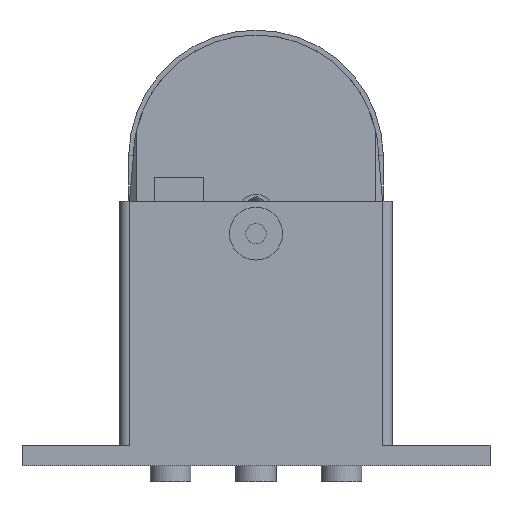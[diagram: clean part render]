
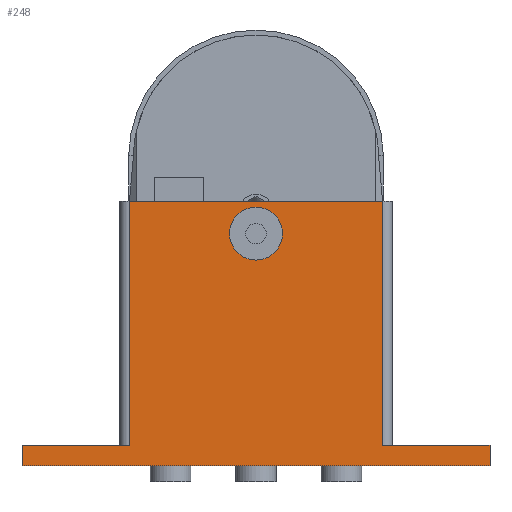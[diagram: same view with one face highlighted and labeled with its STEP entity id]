
A CAD part, front view. The second image highlights one B-rep face of the part: STEP entity #248.
In plain terms, the highlighted planar face has unit normal (0, -1, 0).
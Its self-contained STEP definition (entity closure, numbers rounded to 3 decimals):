
#248=ADVANCED_FACE('',(#595,#596),#597,.T.);
#595=FACE_BOUND('',#1053,.T.);
#596=FACE_OUTER_BOUND('',#1054,.T.);
#597=PLANE('',#1055);
#1053=EDGE_LOOP('',(#1678,#1679));
#1054=EDGE_LOOP('',(#1680,#1681,#1682,#1683,#1684,#1685,#1686,#1687));
#1055=AXIS2_PLACEMENT_3D('',#1688,#1689,#1690);
#1678=ORIENTED_EDGE('',*,*,#2713,.T.);
#1679=ORIENTED_EDGE('',*,*,#2672,.T.);
#1680=ORIENTED_EDGE('',*,*,#2784,.T.);
#1681=ORIENTED_EDGE('',*,*,#2778,.T.);
#1682=ORIENTED_EDGE('',*,*,#2781,.T.);
#1683=ORIENTED_EDGE('',*,*,#2758,.F.);
#1684=ORIENTED_EDGE('',*,*,#2788,.T.);
#1685=ORIENTED_EDGE('',*,*,#2789,.F.);
#1686=ORIENTED_EDGE('',*,*,#2790,.T.);
#1687=ORIENTED_EDGE('',*,*,#2791,.T.);
#1688=CARTESIAN_POINT('',(-28.75,-17.5,0.0));
#1689=DIRECTION('',(0.0,-1.0,0.0));
#1690=DIRECTION('',(1.0,0.0,0.0));
#2672=EDGE_CURVE('',#3187,#3184,#3188,.T.);
#2713=EDGE_CURVE('',#3184,#3187,#3246,.T.);
#2758=EDGE_CURVE('',#3309,#3304,#3311,.T.);
#2778=EDGE_CURVE('',#3342,#3340,#3343,.T.);
#2781=EDGE_CURVE('',#3340,#3304,#3346,.T.);
#2784=EDGE_CURVE('',#3349,#3342,#3350,.T.);
#2788=EDGE_CURVE('',#3309,#3355,#3356,.T.);
#2789=EDGE_CURVE('',#3357,#3355,#3358,.T.);
#2790=EDGE_CURVE('',#3357,#3359,#3360,.T.);
#2791=EDGE_CURVE('',#3359,#3349,#3361,.T.);
#3184=VERTEX_POINT('',#3932);
#3187=VERTEX_POINT('',#3936);
#3188=CIRCLE('',#3937,6.5);
#3246=CIRCLE('',#4004,6.5);
#3304=VERTEX_POINT('',#4078);
#3309=VERTEX_POINT('',#4084);
#3311=LINE('',#4086,#4087);
#3340=VERTEX_POINT('',#4125);
#3342=VERTEX_POINT('',#4127);
#3343=LINE('',#4128,#4129);
#3346=LINE('',#4132,#4133);
#3349=VERTEX_POINT('',#4137);
#3350=LINE('',#4138,#4139);
#3355=VERTEX_POINT('',#4146);
#3356=LINE('',#4147,#4148);
#3357=VERTEX_POINT('',#4149);
#3358=LINE('',#4150,#4151);
#3359=VERTEX_POINT('',#4152);
#3360=LINE('',#4153,#4154);
#3361=LINE('',#4155,#4156);
#3932=CARTESIAN_POINT('',(6.5,-17.5,57.0));
#3936=CARTESIAN_POINT('',(-6.5,-17.5,57.0));
#3937=AXIS2_PLACEMENT_3D('',#5024,#5025,#5026);
#4004=AXIS2_PLACEMENT_3D('',#5090,#5091,#5092);
#4078=CARTESIAN_POINT('',(-31.2,-17.5,65.0));
#4084=CARTESIAN_POINT('',(-31.2,-17.5,5.0));
#4086=CARTESIAN_POINT('',(-31.2,-17.5,5.0));
#4087=VECTOR('',#5152,1.0);
#4125=CARTESIAN_POINT('',(31.2,-17.5,65.0));
#4127=CARTESIAN_POINT('',(31.2,-17.5,5.0));
#4128=CARTESIAN_POINT('',(31.2,-17.5,5.0));
#4129=VECTOR('',#5177,1.0);
#4132=CARTESIAN_POINT('',(0.0,-17.5,65.0));
#4133=VECTOR('',#5181,1.0);
#4137=CARTESIAN_POINT('',(57.5,-17.5,5.0));
#4138=CARTESIAN_POINT('',(0.0,-17.5,5.0));
#4139=VECTOR('',#5183,1.0);
#4146=CARTESIAN_POINT('',(-57.5,-17.5,5.0));
#4147=CARTESIAN_POINT('',(0.0,-17.5,5.0));
#4148=VECTOR('',#5186,1.0);
#4149=CARTESIAN_POINT('',(-57.5,-17.5,0.0));
#4150=CARTESIAN_POINT('',(-57.5,-17.5,0.0));
#4151=VECTOR('',#5187,1.0);
#4152=CARTESIAN_POINT('',(57.5,-17.5,0.0));
#4153=CARTESIAN_POINT('',(0.0,-17.5,0.0));
#4154=VECTOR('',#5188,1.0);
#4155=CARTESIAN_POINT('',(57.5,-17.5,0.0));
#4156=VECTOR('',#5189,1.0);
#5024=CARTESIAN_POINT('',(0.0,-17.5,57.0));
#5025=DIRECTION('',(-0.0,1.0,0.0));
#5026=DIRECTION('',(1.0,0.0,0.0));
#5090=CARTESIAN_POINT('',(0.0,-17.5,57.0));
#5091=DIRECTION('',(-0.0,1.0,0.0));
#5092=DIRECTION('',(1.0,0.0,0.0));
#5152=DIRECTION('',(0.0,0.0,1.0));
#5177=DIRECTION('',(0.0,0.0,1.0));
#5181=DIRECTION('',(-1.0,-0.0,-0.0));
#5183=DIRECTION('',(-1.0,-0.0,-0.0));
#5186=DIRECTION('',(-1.0,-0.0,-0.0));
#5187=DIRECTION('',(0.0,0.0,1.0));
#5188=DIRECTION('',(1.0,0.0,0.0));
#5189=DIRECTION('',(0.0,0.0,1.0));
